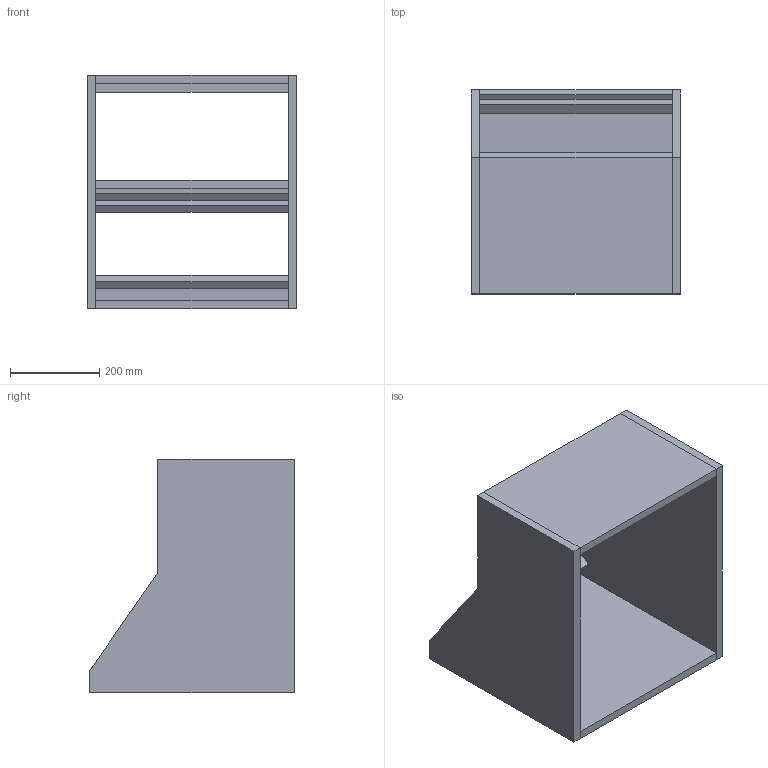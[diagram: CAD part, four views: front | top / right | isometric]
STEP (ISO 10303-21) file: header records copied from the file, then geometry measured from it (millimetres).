
FILE_DESCRIPTION(/* description */ (''),/* implementation_level */ '2;1');
FILE_NAME(/* name */ 'cab part 2 comps v3.step',/* time_stamp */ '2021-06-13T21:31:05-05:00',/* author */ (''),/* organization */ (''),/* preprocessor_version */ 'ST-DEVELOPER v18.1',/* originating_system */ 'Autodesk Translation Framework v10.9.0.1377',/* authorisation */ '');
FILE_SCHEMA (('AUTOMOTIVE_DESIGN { 1 0 10303 214 3 1 1 }'));
Length unit declared in the file: inch
Products named in the file (3): cab part 2 comps; Component1; Component2
Assembly tree (2 placements, depth 2):
  cab part 2 comps
    Component1
    Component2
Bounding box: 469.9 x 457.2 x 523.67 mm (x, y, z)
Volume: 21771699.5 mm3; surface area: 2581471.5 mm2
Topology: 12 solids, 12 shells, 83 faces, 177 edges, 118 vertices
Faces by surface type: plane 83
Entity records: 2270 total; most frequent: CARTESIAN_POINT 383, ORIENTED_EDGE 354, DIRECTION 353, LINE 177, VECTOR 177, EDGE_CURVE 177, VERTEX_POINT 118, AXIS2_PLACEMENT_3D 88
